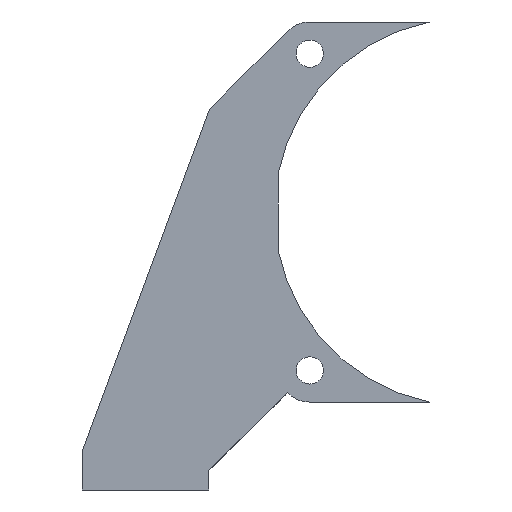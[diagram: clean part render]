
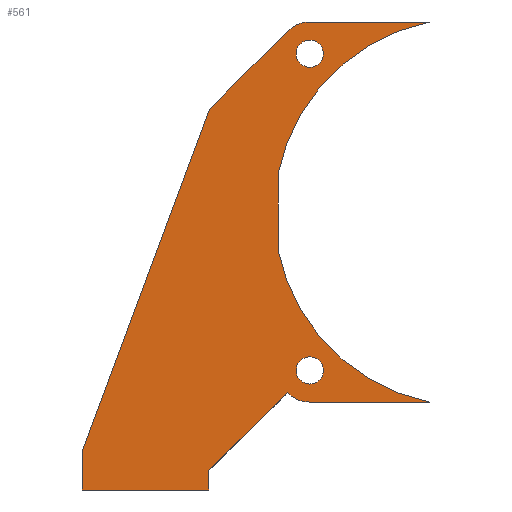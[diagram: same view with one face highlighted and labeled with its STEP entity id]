
A CAD part, left-side view. The second image highlights one B-rep face of the part: STEP entity #561.
In plain terms, the highlighted planar face has unit normal (-1, 0, 0).
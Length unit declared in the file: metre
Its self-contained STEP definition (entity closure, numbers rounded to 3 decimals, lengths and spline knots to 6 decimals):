
#37=LINE('',#841,#92);
#44=LINE('',#855,#99);
#48=LINE('',#864,#103);
#50=LINE('',#871,#105);
#53=LINE('',#879,#108);
#56=LINE('',#887,#111);
#59=LINE('',#895,#114);
#61=LINE('',#907,#116);
#62=LINE('',#909,#117);
#92=VECTOR('',#672,1.);
#99=VECTOR('',#681,1.);
#103=VECTOR('',#687,1.);
#105=VECTOR('',#695,1.);
#108=VECTOR('',#704,1.);
#111=VECTOR('',#713,1.);
#114=VECTOR('',#722,1.);
#116=VECTOR('',#738,1.);
#117=VECTOR('',#739,1.);
#208=ORIENTED_EDGE('',*,*,#310,.T.);
#209=ORIENTED_EDGE('',*,*,#340,.T.);
#210=ORIENTED_EDGE('',*,*,#337,.F.);
#211=ORIENTED_EDGE('',*,*,#335,.T.);
#212=ORIENTED_EDGE('',*,*,#333,.F.);
#213=ORIENTED_EDGE('',*,*,#331,.T.);
#214=ORIENTED_EDGE('',*,*,#329,.F.);
#215=ORIENTED_EDGE('',*,*,#327,.F.);
#216=ORIENTED_EDGE('',*,*,#325,.T.);
#217=ORIENTED_EDGE('',*,*,#321,.T.);
#218=ORIENTED_EDGE('',*,*,#317,.T.);
#219=ORIENTED_EDGE('',*,*,#342,.T.);
#220=ORIENTED_EDGE('',*,*,#343,.T.);
#221=ORIENTED_EDGE('',*,*,#339,.T.);
#222=ORIENTED_EDGE('',*,*,#341,.T.);
#310=EDGE_CURVE('',#388,#387,#37,.T.);
#317=EDGE_CURVE('',#394,#395,#44,.T.);
#321=EDGE_CURVE('',#398,#394,#48,.T.);
#325=EDGE_CURVE('',#400,#398,#50,.T.);
#327=EDGE_CURVE('',#400,#401,#432,.T.);
#329=EDGE_CURVE('',#401,#402,#53,.T.);
#331=EDGE_CURVE('',#403,#402,#433,.T.);
#333=EDGE_CURVE('',#403,#404,#56,.T.);
#335=EDGE_CURVE('',#405,#404,#434,.T.);
#337=EDGE_CURVE('',#405,#406,#59,.T.);
#339=EDGE_CURVE('',#407,#407,#435,.T.);
#340=EDGE_CURVE('',#387,#406,#436,.T.);
#341=EDGE_CURVE('',#408,#408,#437,.T.);
#342=EDGE_CURVE('',#395,#409,#61,.T.);
#343=EDGE_CURVE('',#409,#388,#62,.T.);
#387=VERTEX_POINT('',#840);
#388=VERTEX_POINT('',#842);
#394=VERTEX_POINT('',#856);
#395=VERTEX_POINT('',#857);
#398=VERTEX_POINT('',#865);
#400=VERTEX_POINT('',#872);
#401=VERTEX_POINT('',#876);
#402=VERTEX_POINT('',#880);
#403=VERTEX_POINT('',#884);
#404=VERTEX_POINT('',#888);
#405=VERTEX_POINT('',#892);
#406=VERTEX_POINT('',#896);
#407=VERTEX_POINT('',#900);
#408=VERTEX_POINT('',#905);
#409=VERTEX_POINT('',#908);
#432=CIRCLE('',#605,0.005);
#433=CIRCLE('',#608,0.0306);
#434=CIRCLE('',#611,0.0306);
#435=CIRCLE('',#614,0.00215);
#436=CIRCLE('',#616,0.005);
#437=CIRCLE('',#618,0.00215);
#462=EDGE_LOOP('',(#208,#209,#210,#211,#212,#213,#214,#215,#216,#217,#218,
#219,#220));
#463=EDGE_LOOP('',(#221));
#464=EDGE_LOOP('',(#222));
#504=FACE_BOUND('',#462,.T.);
#505=FACE_BOUND('',#463,.T.);
#506=FACE_BOUND('',#464,.T.);
#536=PLANE('',#619);
#561=ADVANCED_FACE('',(#504,#505,#506),#536,.F.);
#605=AXIS2_PLACEMENT_3D('',#875,#699,#700);
#608=AXIS2_PLACEMENT_3D('',#883,#708,#709);
#611=AXIS2_PLACEMENT_3D('',#891,#717,#718);
#614=AXIS2_PLACEMENT_3D('',#899,#726,#727);
#616=AXIS2_PLACEMENT_3D('',#902,#730,#731);
#618=AXIS2_PLACEMENT_3D('',#904,#734,#735);
#619=AXIS2_PLACEMENT_3D('',#906,#736,#737);
#672=DIRECTION('',(0.,-0.709,0.705));
#681=DIRECTION('',(0.,0.,-1.));
#687=DIRECTION('',(0.,0.348,-0.937));
#695=DIRECTION('',(0.,0.707,-0.707));
#699=DIRECTION('',(1.,0.,0.));
#700=DIRECTION('',(0.,0.,-1.));
#704=DIRECTION('',(0.,-1.,0.));
#708=DIRECTION('',(1.,0.,0.));
#709=DIRECTION('',(0.,0.,-1.));
#713=DIRECTION('',(0.,0.,-1.));
#717=DIRECTION('',(1.,0.,0.));
#718=DIRECTION('',(0.,-1.,0.));
#722=DIRECTION('',(0.,1.,0.));
#726=DIRECTION('',(1.,0.,0.));
#727=DIRECTION('',(0.,0.,-1.));
#730=DIRECTION('',(-1.,0.,0.));
#731=DIRECTION('',(0.,-1.,0.));
#734=DIRECTION('',(1.,0.,0.));
#735=DIRECTION('',(0.,0.,-1.));
#736=DIRECTION('',(1.,0.,0.));
#737=DIRECTION('',(0.,1.,0.));
#738=DIRECTION('',(0.,-1.,0.));
#739=DIRECTION('',(0.,0.,1.));
#840=CARTESIAN_POINT('',(0.011482,-0.04695,0.010942));
#841=CARTESIAN_POINT('',(0.011482,-0.041447,0.005471));
#842=CARTESIAN_POINT('',(0.011482,-0.034535,-0.0014));
#855=CARTESIAN_POINT('',(0.011482,-0.014535,0.0001));
#856=CARTESIAN_POINT('',(0.011482,-0.014535,0.0016));
#857=CARTESIAN_POINT('',(0.011482,-0.014535,-0.0044));
#864=CARTESIAN_POINT('',(0.011482,-0.024592,0.028656));
#865=CARTESIAN_POINT('',(0.011482,-0.03465,0.055712));
#871=CARTESIAN_POINT('',(0.011482,-0.0408,0.061863));
#872=CARTESIAN_POINT('',(0.011482,-0.04695,0.068013));
#875=CARTESIAN_POINT('',(0.011482,-0.050486,0.064478));
#876=CARTESIAN_POINT('',(0.011482,-0.050486,0.069478));
#879=CARTESIAN_POINT('',(0.011482,-0.059971,0.069478));
#880=CARTESIAN_POINT('',(0.011482,-0.069456,0.069478));
#883=CARTESIAN_POINT('',(0.011482,-0.075486,0.039478));
#884=CARTESIAN_POINT('',(0.011482,-0.045486,0.045508));
#887=CARTESIAN_POINT('',(0.011482,-0.045486,0.039478));
#888=CARTESIAN_POINT('',(0.011482,-0.045486,0.033448));
#891=CARTESIAN_POINT('',(0.011482,-0.075486,0.039478));
#892=CARTESIAN_POINT('',(0.011482,-0.069456,0.009478));
#895=CARTESIAN_POINT('',(0.011482,-0.075486,0.009478));
#896=CARTESIAN_POINT('',(0.011482,-0.050486,0.009478));
#899=CARTESIAN_POINT('',(0.011482,-0.050486,0.064478));
#900=CARTESIAN_POINT('',(0.011482,-0.050486,0.062328));
#902=CARTESIAN_POINT('',(0.011482,-0.050486,0.014478));
#904=CARTESIAN_POINT('',(0.011482,-0.050486,0.014478));
#905=CARTESIAN_POINT('',(0.011482,-0.050486,0.012328));
#906=CARTESIAN_POINT('',(0.011482,-0.041995,0.034039));
#907=CARTESIAN_POINT('',(0.011482,-0.017356,-0.0044));
#908=CARTESIAN_POINT('',(0.011482,-0.034535,-0.0044));
#909=CARTESIAN_POINT('',(0.011482,-0.034535,-0.0044));
